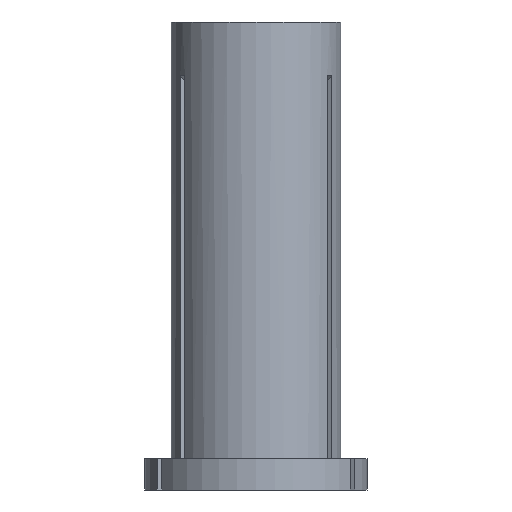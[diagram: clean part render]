
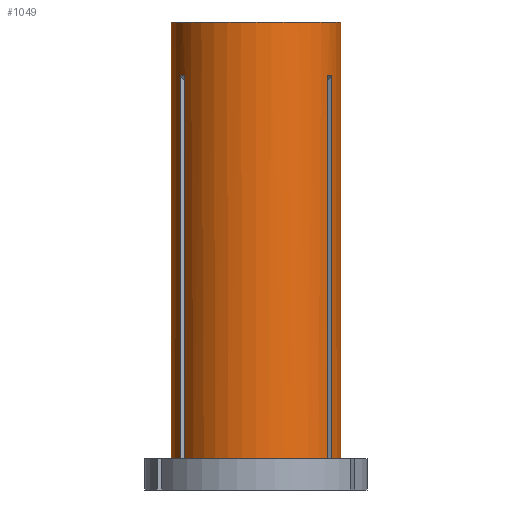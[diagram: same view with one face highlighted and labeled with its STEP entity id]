
A CAD part, front view. The second image highlights one B-rep face of the part: STEP entity #1049.
In plain terms, the highlighted cylindrical face has radius 9.525 mm (diameter 19.05 mm), a partial arc.
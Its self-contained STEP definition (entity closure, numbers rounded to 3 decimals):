
#5 = CARTESIAN_POINT ( 'NONE',  ( -7.988, -5.189, -6.014 ) ) ;
#8 = VERTEX_POINT ( 'NONE', #197 ) ;
#38 = EDGE_CURVE ( 'NONE', #541, #1020, #601, .T. ) ;
#60 = CARTESIAN_POINT ( 'NONE',  ( 0., 0., 0. ) ) ;
#86 = CARTESIAN_POINT ( 'NONE',  ( -8.332, -4.619, -6. ) ) ;
#99 = B_SPLINE_CURVE_WITH_KNOTS ( 'NONE', 3,
 ( #674, #1037, #429, #520, #1129 ),
 .UNSPECIFIED., .F., .F.,
 ( 4, 1, 4 ),
 ( 0.072, 0.072, 0.073 ),
 .UNSPECIFIED. ) ;
#112 = DIRECTION ( 'NONE',  ( 0., 0., 1. ) ) ;
#113 = ORIENTED_EDGE ( 'NONE', *, *, #556, .T. ) ;
#114 = DIRECTION ( 'NONE',  ( 0., 0., 1. ) ) ;
#124 = LINE ( 'NONE', #505, #330 ) ;
#135 = CARTESIAN_POINT ( 'NONE',  ( -7.988, -5.189, -49. ) ) ;
#138 = VECTOR ( 'NONE', #703, 1000. ) ;
#156 = CARTESIAN_POINT ( 'NONE',  ( -7.988, -5.189, 0. ) ) ;
#160 = EDGE_CURVE ( 'NONE', #263, #1081, #124, .T. ) ;
#185 = EDGE_CURVE ( 'NONE', #1081, #605, #972, .T. ) ;
#187 = DIRECTION ( 'NONE',  ( 0., 0., 1. ) ) ;
#188 = AXIS2_PLACEMENT_3D ( 'NONE', #60, #487, #424 ) ;
#194 = ORIENTED_EDGE ( 'NONE', *, *, #969, .F. ) ;
#197 = CARTESIAN_POINT ( 'NONE',  ( -8.488, -4.323, -6.014 ) ) ;
#201 = CARTESIAN_POINT ( 'NONE',  ( 9.525, 0., 0. ) ) ;
#204 = ORIENTED_EDGE ( 'NONE', *, *, #185, .F. ) ;
#213 = DIRECTION ( 'NONE',  ( 0., 0., 1. ) ) ;
#217 = VECTOR ( 'NONE', #540, 1000. ) ;
#252 = EDGE_CURVE ( 'NONE', #379, #541, #513, .T. ) ;
#263 = VERTEX_POINT ( 'NONE', #1108 ) ;
#274 = VERTEX_POINT ( 'NONE', #650 ) ;
#275 = DIRECTION ( 'NONE',  ( 1., 0., 0. ) ) ;
#286 = CARTESIAN_POINT ( 'NONE',  ( 0., 0., -49. ) ) ;
#310 = AXIS2_PLACEMENT_3D ( 'NONE', #286, #114, #880 ) ;
#318 = EDGE_CURVE ( 'NONE', #869, #8, #1079, .T. ) ;
#330 = VECTOR ( 'NONE', #942, 1000. ) ;
#354 = CARTESIAN_POINT ( 'NONE',  ( -8.078, -5.05, -6.005 ) ) ;
#369 = CARTESIAN_POINT ( 'NONE',  ( -9.525, 0., 0. ) ) ;
#373 = LINE ( 'NONE', #156, #138 ) ;
#379 = VERTEX_POINT ( 'NONE', #135 ) ;
#402 = EDGE_LOOP ( 'NONE', ( #498, #1023, #838, #1043, #194, #588, #840, #1111, #831, #113, #411, #204 ) ) ;
#411 = ORIENTED_EDGE ( 'NONE', *, *, #1055, .T. ) ;
#424 = DIRECTION ( 'NONE',  ( 1., 0., 0. ) ) ;
#429 = CARTESIAN_POINT ( 'NONE',  ( 8.252, -4.765, -5.995 ) ) ;
#487 = DIRECTION ( 'NONE',  ( 0., 0., 1. ) ) ;
#497 = CIRCLE ( 'NONE', #310, 9.525 ) ;
#498 = ORIENTED_EDGE ( 'NONE', *, *, #160, .F. ) ;
#505 = CARTESIAN_POINT ( 'NONE',  ( -9.525, 0., 0. ) ) ;
#512 = AXIS2_PLACEMENT_3D ( 'NONE', #1001, #213, #559 ) ;
#513 = CIRCLE ( 'NONE', #1090, 9.525 ) ;
#515 = DIRECTION ( 'NONE',  ( 0., 0., 1. ) ) ;
#520 = CARTESIAN_POINT ( 'NONE',  ( 8.412, -4.472, -6.005 ) ) ;
#527 = CIRCLE ( 'NONE', #512, 9.525 ) ;
#538 = EDGE_CURVE ( 'NONE', #8, #1128, #635, .T. ) ;
#540 = DIRECTION ( 'NONE',  ( 0., 0., 1. ) ) ;
#541 = VERTEX_POINT ( 'NONE', #958 ) ;
#548 = CARTESIAN_POINT ( 'NONE',  ( 8.488, -4.323, -49. ) ) ;
#556 = EDGE_CURVE ( 'NONE', #598, #615, #527, .T. ) ;
#559 = DIRECTION ( 'NONE',  ( 1., 0., 0. ) ) ;
#588 = ORIENTED_EDGE ( 'NONE', *, *, #252, .T. ) ;
#598 = VERTEX_POINT ( 'NONE', #548 ) ;
#601 = LINE ( 'NONE', #717, #790 ) ;
#605 = VERTEX_POINT ( 'NONE', #995 ) ;
#615 = VERTEX_POINT ( 'NONE', #811 ) ;
#635 = B_SPLINE_CURVE_WITH_KNOTS ( 'NONE', 3,
 ( #847, #1024, #86, #1121, #354, #5 ),
 .UNSPECIFIED., .F., .F.,
 ( 4, 2, 4 ),
 ( 0.066, 0.067, 0.067 ),
 .UNSPECIFIED. ) ;
#650 = CARTESIAN_POINT ( 'NONE',  ( 8.488, -4.323, -6.014 ) ) ;
#666 = DIRECTION ( 'NONE',  ( 0., 0., 1. ) ) ;
#674 = CARTESIAN_POINT ( 'NONE',  ( 7.988, -5.189, -6.014 ) ) ;
#691 = CARTESIAN_POINT ( 'NONE',  ( 7.988, -5.189, -6.014 ) ) ;
#700 = CARTESIAN_POINT ( 'NONE',  ( 0., 0., 0. ) ) ;
#703 = DIRECTION ( 'NONE',  ( 0., 0., 1. ) ) ;
#707 = CARTESIAN_POINT ( 'NONE',  ( 8.488, -4.323, 0. ) ) ;
#717 = CARTESIAN_POINT ( 'NONE',  ( 7.988, -5.189, 0. ) ) ;
#759 = DIRECTION ( 'NONE',  ( 1., 0., 0. ) ) ;
#761 = CARTESIAN_POINT ( 'NONE',  ( 0., 0., -49. ) ) ;
#782 = CYLINDRICAL_SURFACE ( 'NONE', #941, 9.525 ) ;
#790 = VECTOR ( 'NONE', #112, 1000. ) ;
#792 = DIRECTION ( 'NONE',  ( 0., 0., 1. ) ) ;
#803 = LINE ( 'NONE', #707, #1123 ) ;
#811 = CARTESIAN_POINT ( 'NONE',  ( 9.525, 0., -49. ) ) ;
#831 = ORIENTED_EDGE ( 'NONE', *, *, #1095, .F. ) ;
#838 = ORIENTED_EDGE ( 'NONE', *, *, #318, .T. ) ;
#840 = ORIENTED_EDGE ( 'NONE', *, *, #38, .T. ) ;
#847 = CARTESIAN_POINT ( 'NONE',  ( -8.488, -4.323, -6.014 ) ) ;
#855 = CARTESIAN_POINT ( 'NONE',  ( -8.488, -4.323, -49. ) ) ;
#869 = VERTEX_POINT ( 'NONE', #855 ) ;
#874 = VECTOR ( 'NONE', #515, 1000. ) ;
#880 = DIRECTION ( 'NONE',  ( 1., 0., 0. ) ) ;
#908 = EDGE_CURVE ( 'NONE', #1020, #274, #99, .T. ) ;
#919 = FACE_OUTER_BOUND ( 'NONE', #402, .T. ) ;
#941 = AXIS2_PLACEMENT_3D ( 'NONE', #700, #792, #275 ) ;
#942 = DIRECTION ( 'NONE',  ( 0., 0., 1. ) ) ;
#958 = CARTESIAN_POINT ( 'NONE',  ( 7.988, -5.189, -49. ) ) ;
#969 = EDGE_CURVE ( 'NONE', #379, #1128, #373, .T. ) ;
#972 = CIRCLE ( 'NONE', #188, 9.525 ) ;
#995 = CARTESIAN_POINT ( 'NONE',  ( 9.525, 0., 0. ) ) ;
#1001 = CARTESIAN_POINT ( 'NONE',  ( 0., 0., -49. ) ) ;
#1020 = VERTEX_POINT ( 'NONE', #691 ) ;
#1023 = ORIENTED_EDGE ( 'NONE', *, *, #1080, .T. ) ;
#1024 = CARTESIAN_POINT ( 'NONE',  ( -8.412, -4.471, -6.005 ) ) ;
#1037 = CARTESIAN_POINT ( 'NONE',  ( 8.078, -5.049, -6.005 ) ) ;
#1043 = ORIENTED_EDGE ( 'NONE', *, *, #538, .T. ) ;
#1049 = ADVANCED_FACE ( 'NONE', ( #919 ), #782, .T. ) ;
#1055 = EDGE_CURVE ( 'NONE', #615, #605, #1094, .T. ) ;
#1078 = CARTESIAN_POINT ( 'NONE',  ( -7.988, -5.189, -6.014 ) ) ;
#1079 = LINE ( 'NONE', #1086, #874 ) ;
#1080 = EDGE_CURVE ( 'NONE', #263, #869, #497, .T. ) ;
#1081 = VERTEX_POINT ( 'NONE', #369 ) ;
#1086 = CARTESIAN_POINT ( 'NONE',  ( -8.488, -4.323, 0. ) ) ;
#1090 = AXIS2_PLACEMENT_3D ( 'NONE', #761, #666, #759 ) ;
#1094 = LINE ( 'NONE', #201, #217 ) ;
#1095 = EDGE_CURVE ( 'NONE', #598, #274, #803, .T. ) ;
#1108 = CARTESIAN_POINT ( 'NONE',  ( -9.525, 0., -49. ) ) ;
#1111 = ORIENTED_EDGE ( 'NONE', *, *, #908, .T. ) ;
#1121 = CARTESIAN_POINT ( 'NONE',  ( -8.165, -4.909, -6. ) ) ;
#1123 = VECTOR ( 'NONE', #187, 1000. ) ;
#1128 = VERTEX_POINT ( 'NONE', #1078 ) ;
#1129 = CARTESIAN_POINT ( 'NONE',  ( 8.488, -4.323, -6.014 ) ) ;
